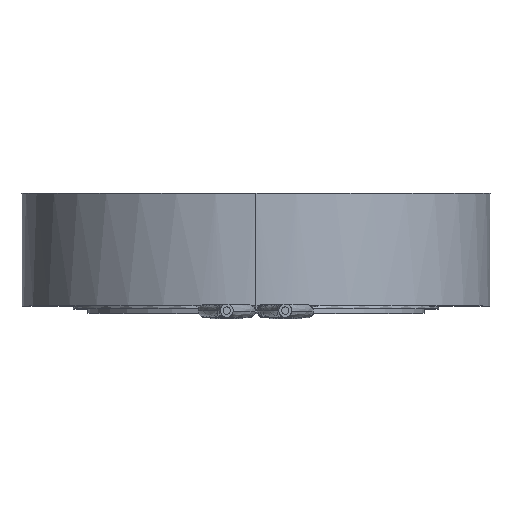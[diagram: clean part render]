
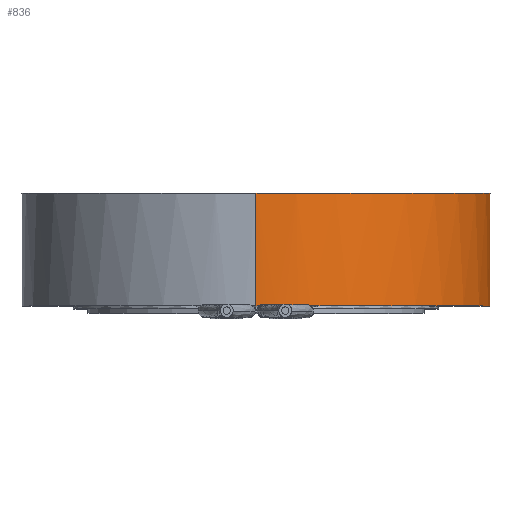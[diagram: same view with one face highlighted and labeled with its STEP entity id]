
A CAD part, top view. The second image highlights one B-rep face of the part: STEP entity #836.
In plain terms, the highlighted cylindrical face has radius 8 mm (diameter 16 mm), a partial arc.
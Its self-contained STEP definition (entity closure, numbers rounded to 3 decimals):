
#1 = VERTEX_POINT ( 'NONE', #1713 ) ;
#133 = ORIENTED_EDGE ( 'NONE', *, *, #2143, .T. ) ;
#212 = DIRECTION ( 'NONE',  ( 0., 1., 0. ) ) ;
#247 = VERTEX_POINT ( 'NONE', #1877 ) ;
#303 = CARTESIAN_POINT ( 'NONE',  ( 1.583, -0.022, 7.843 ) ) ;
#313 = CARTESIAN_POINT ( 'NONE',  ( 0.588, 0., 7.981 ) ) ;
#327 = DIRECTION ( 'NONE',  ( 0., -1., 0. ) ) ;
#448 = DIRECTION ( 'NONE',  ( 0., 1., 0. ) ) ;
#464 = DIRECTION ( 'NONE',  ( 0., 1., 0. ) ) ;
#471 = EDGE_CURVE ( 'NONE', #1389, #1322, #2636, .T. ) ;
#561 = CARTESIAN_POINT ( 'NONE',  ( 1., -0.057, 7.937 ) ) ;
#563 = CARTESIAN_POINT ( 'NONE',  ( 1.873, 0., 7.778 ) ) ;
#576 = CARTESIAN_POINT ( 'NONE',  ( 0., 0., -8. ) ) ;
#579 = VERTEX_POINT ( 'NONE', #1781 ) ;
#584 = B_SPLINE_CURVE_WITH_KNOTS ( 'NONE', 3,
 ( #1307, #2627, #1744, #303, #1965, #563 ),
 .UNSPECIFIED., .F., .F.,
 ( 4, 2, 4 ),
 ( 0.001, 0.001, 0.002 ),
 .UNSPECIFIED. ) ;
#597 = VECTOR ( 'NONE', #1166, 1000. ) ;
#601 = LINE ( 'NONE', #1402, #597 ) ;
#604 = CARTESIAN_POINT ( 'NONE',  ( 0., 3.75, -8. ) ) ;
#685 = CYLINDRICAL_SURFACE ( 'NONE', #1101, 8. ) ;
#686 = ORIENTED_EDGE ( 'NONE', *, *, #1730, .T. ) ;
#782 = FACE_OUTER_BOUND ( 'NONE', #1619, .T. ) ;
#819 = AXIS2_PLACEMENT_3D ( 'NONE', #1866, #448, #2082 ) ;
#836 = ADVANCED_FACE ( 'NONE', ( #782 ), #685, .T. ) ;
#891 = VERTEX_POINT ( 'NONE', #2880 ) ;
#903 = VERTEX_POINT ( 'NONE', #604 ) ;
#939 = ORIENTED_EDGE ( 'NONE', *, *, #2737, .T. ) ;
#967 = ORIENTED_EDGE ( 'NONE', *, *, #2523, .F. ) ;
#969 = ORIENTED_EDGE ( 'NONE', *, *, #2476, .F. ) ;
#1011 = EDGE_CURVE ( 'NONE', #903, #1364, #601, .T. ) ;
#1101 = AXIS2_PLACEMENT_3D ( 'NONE', #1985, #327, #1573 ) ;
#1150 = VECTOR ( 'NONE', #2606, 1000. ) ;
#1166 = DIRECTION ( 'NONE',  ( 0., -1., 0. ) ) ;
#1176 = ORIENTED_EDGE ( 'NONE', *, *, #2399, .F. ) ;
#1181 = CARTESIAN_POINT ( 'NONE',  ( 0., 3.75, 0. ) ) ;
#1208 = DIRECTION ( 'NONE',  ( 0., -1., 0. ) ) ;
#1307 = CARTESIAN_POINT ( 'NONE',  ( 1., -0.057, 7.937 ) ) ;
#1322 = VERTEX_POINT ( 'NONE', #561 ) ;
#1337 = LINE ( 'NONE', #2357, #1150 ) ;
#1364 = VERTEX_POINT ( 'NONE', #576 ) ;
#1381 = VERTEX_POINT ( 'NONE', #2878 ) ;
#1389 = VERTEX_POINT ( 'NONE', #2203 ) ;
#1402 = CARTESIAN_POINT ( 'NONE',  ( 0., 3.75, -8. ) ) ;
#1430 = DIRECTION ( 'NONE',  ( 0., 0., 1. ) ) ;
#1573 = DIRECTION ( 'NONE',  ( 0., 0., -1. ) ) ;
#1619 = EDGE_LOOP ( 'NONE', ( #967, #939, #2860, #1945, #686, #133, #2328, #1176, #969 ) ) ;
#1677 = CARTESIAN_POINT ( 'NONE',  ( 0., 0., 0. ) ) ;
#1713 = CARTESIAN_POINT ( 'NONE',  ( 0., 0., 8. ) ) ;
#1730 = EDGE_CURVE ( 'NONE', #1322, #579, #584, .T. ) ;
#1744 = CARTESIAN_POINT ( 'NONE',  ( 1.292, -0.058, 7.896 ) ) ;
#1756 = CARTESIAN_POINT ( 'NONE',  ( 1., -0.057, 7.937 ) ) ;
#1781 = CARTESIAN_POINT ( 'NONE',  ( 1.873, 0., 7.778 ) ) ;
#1866 = CARTESIAN_POINT ( 'NONE',  ( 0., 0., 0. ) ) ;
#1877 = CARTESIAN_POINT ( 'NONE',  ( 0., 3.85, 8. ) ) ;
#1885 = CARTESIAN_POINT ( 'NONE',  ( 0., 3.85, 0. ) ) ;
#1888 = DIRECTION ( 'NONE',  ( 0., 0., 1. ) ) ;
#1933 = EDGE_CURVE ( 'NONE', #1, #1389, #2846, .T. ) ;
#1945 = ORIENTED_EDGE ( 'NONE', *, *, #471, .T. ) ;
#1965 = CARTESIAN_POINT ( 'NONE',  ( 1.728, 0., 7.813 ) ) ;
#1985 = CARTESIAN_POINT ( 'NONE',  ( 0., 3.75, 0. ) ) ;
#2082 = DIRECTION ( 'NONE',  ( 0., 0., 1. ) ) ;
#2095 = DIRECTION ( 'NONE',  ( 0., 0., 1. ) ) ;
#2143 = EDGE_CURVE ( 'NONE', #579, #1364, #2666, .T. ) ;
#2193 = AXIS2_PLACEMENT_3D ( 'NONE', #1181, #2731, #1430 ) ;
#2203 = CARTESIAN_POINT ( 'NONE',  ( 0.379, 0., 7.991 ) ) ;
#2296 = CIRCLE ( 'NONE', #2325, 8. ) ;
#2320 = LINE ( 'NONE', #2526, #2346 ) ;
#2325 = AXIS2_PLACEMENT_3D ( 'NONE', #1885, #464, #2095 ) ;
#2328 = ORIENTED_EDGE ( 'NONE', *, *, #1011, .F. ) ;
#2346 = VECTOR ( 'NONE', #1208, 1000. ) ;
#2357 = CARTESIAN_POINT ( 'NONE',  ( 0., 3.75, 8. ) ) ;
#2399 = EDGE_CURVE ( 'NONE', #1381, #903, #2416, .T. ) ;
#2408 = CARTESIAN_POINT ( 'NONE',  ( 0.379, 0., 7.991 ) ) ;
#2416 = CIRCLE ( 'NONE', #2193, 8. ) ;
#2476 = EDGE_CURVE ( 'NONE', #891, #1381, #2320, .T. ) ;
#2523 = EDGE_CURVE ( 'NONE', #247, #891, #2296, .T. ) ;
#2526 = CARTESIAN_POINT ( 'NONE',  ( 1.5, 3.85, -7.858 ) ) ;
#2606 = DIRECTION ( 'NONE',  ( 0., -1., 0. ) ) ;
#2627 = CARTESIAN_POINT ( 'NONE',  ( 1.146, -0.067, 7.919 ) ) ;
#2629 = AXIS2_PLACEMENT_3D ( 'NONE', #1677, #212, #1888 ) ;
#2636 = B_SPLINE_CURVE_WITH_KNOTS ( 'NONE', 3,
 ( #2408, #313, #2874, #1756 ),
 .UNSPECIFIED., .F., .F.,
 ( 4, 4 ),
 ( 0., 0.001 ),
 .UNSPECIFIED. ) ;
#2666 = CIRCLE ( 'NONE', #2629, 8. ) ;
#2731 = DIRECTION ( 'NONE',  ( 0., 1., 0. ) ) ;
#2737 = EDGE_CURVE ( 'NONE', #247, #1, #1337, .T. ) ;
#2846 = CIRCLE ( 'NONE', #819, 8. ) ;
#2860 = ORIENTED_EDGE ( 'NONE', *, *, #1933, .T. ) ;
#2874 = CARTESIAN_POINT ( 'NONE',  ( 0.794, -0.044, 7.963 ) ) ;
#2878 = CARTESIAN_POINT ( 'NONE',  ( 1.5, 3.75, -7.858 ) ) ;
#2880 = CARTESIAN_POINT ( 'NONE',  ( 1.5, 3.85, -7.858 ) ) ;
